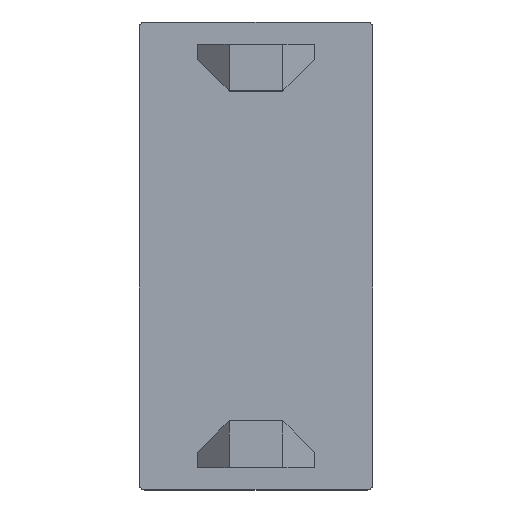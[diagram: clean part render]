
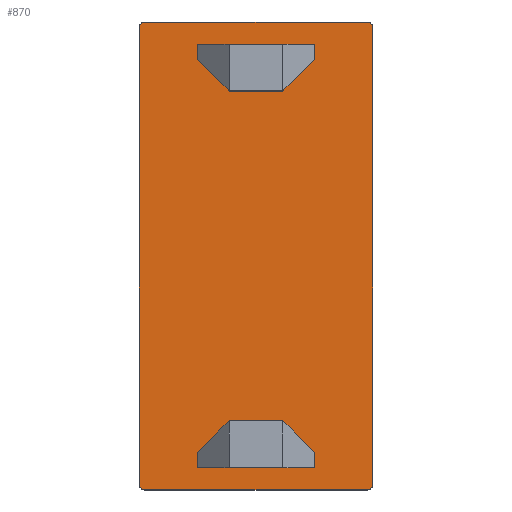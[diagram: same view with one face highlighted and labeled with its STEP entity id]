
A CAD part, top view. The second image highlights one B-rep face of the part: STEP entity #870.
In plain terms, the highlighted planar face has unit normal (0, 0, 1).
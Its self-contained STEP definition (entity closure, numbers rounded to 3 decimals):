
#53=FACE_BOUND('',#217,.T.);
#54=FACE_BOUND('',#218,.T.);
#75=CIRCLE('',#890,0.5);
#76=CIRCLE('',#893,0.5);
#85=CIRCLE('',#941,0.5);
#86=CIRCLE('',#944,0.5);
#145=FACE_OUTER_BOUND('',#216,.T.);
#216=EDGE_LOOP('',(#760,#761,#762,#763,#764,#765,#766,#767));
#217=EDGE_LOOP('',(#768,#769,#770,#771,#772,#773));
#218=EDGE_LOOP('',(#774,#775,#776,#777,#778,#779));
#238=LINE('',#1241,#312);
#241=LINE('',#1249,#315);
#249=LINE('',#1927,#323);
#254=LINE('',#1937,#328);
#258=LINE('',#1947,#332);
#260=LINE('',#1953,#334);
#264=LINE('',#1960,#338);
#270=LINE('',#1974,#344);
#275=LINE('',#1984,#349);
#280=LINE('',#1996,#354);
#283=LINE('',#2002,#357);
#285=LINE('',#2007,#359);
#288=LINE('',#2017,#362);
#290=LINE('',#2024,#364);
#291=LINE('',#2026,#365);
#292=LINE('',#2028,#366);
#312=VECTOR('',#1010,10.);
#315=VECTOR('',#1019,10.);
#323=VECTOR('',#1079,10.);
#328=VECTOR('',#1086,10.);
#332=VECTOR('',#1096,10.);
#334=VECTOR('',#1102,10.);
#338=VECTOR('',#1110,10.);
#344=VECTOR('',#1120,10.);
#349=VECTOR('',#1129,10.);
#354=VECTOR('',#1140,10.);
#357=VECTOR('',#1145,10.);
#359=VECTOR('',#1151,10.);
#362=VECTOR('',#1162,10.);
#364=VECTOR('',#1174,10.);
#365=VECTOR('',#1177,10.);
#366=VECTOR('',#1180,10.);
#383=VERTEX_POINT('',#1233);
#384=VERTEX_POINT('',#1235);
#385=VERTEX_POINT('',#1239);
#386=VERTEX_POINT('',#1243);
#387=VERTEX_POINT('',#1247);
#410=VERTEX_POINT('',#1924);
#411=VERTEX_POINT('',#1926);
#414=VERTEX_POINT('',#1934);
#415=VERTEX_POINT('',#1936);
#418=VERTEX_POINT('',#1946);
#420=VERTEX_POINT('',#1952);
#426=VERTEX_POINT('',#1971);
#427=VERTEX_POINT('',#1973);
#430=VERTEX_POINT('',#1983);
#434=VERTEX_POINT('',#1995);
#435=VERTEX_POINT('',#1999);
#436=VERTEX_POINT('',#2001);
#438=VERTEX_POINT('',#2010);
#439=VERTEX_POINT('',#2012);
#440=VERTEX_POINT('',#2016);
#466=EDGE_CURVE('',#383,#384,#75,.T.);
#469=EDGE_CURVE('',#383,#385,#238,.T.);
#471=EDGE_CURVE('',#386,#385,#76,.T.);
#473=EDGE_CURVE('',#386,#387,#241,.T.);
#504=EDGE_CURVE('',#410,#411,#249,.F.);
#509=EDGE_CURVE('',#415,#414,#254,.T.);
#514=EDGE_CURVE('',#418,#411,#258,.T.);
#517=EDGE_CURVE('',#418,#420,#260,.F.);
#521=EDGE_CURVE('',#414,#420,#264,.T.);
#527=EDGE_CURVE('',#426,#427,#270,.F.);
#532=EDGE_CURVE('',#430,#427,#275,.T.);
#538=EDGE_CURVE('',#430,#434,#280,.F.);
#541=EDGE_CURVE('',#436,#435,#283,.T.);
#544=EDGE_CURVE('',#435,#434,#285,.T.);
#546=EDGE_CURVE('',#438,#439,#85,.T.);
#548=EDGE_CURVE('',#440,#439,#288,.T.);
#550=EDGE_CURVE('',#440,#387,#86,.T.);
#551=EDGE_CURVE('',#426,#436,#290,.T.);
#552=EDGE_CURVE('',#410,#415,#291,.T.);
#553=EDGE_CURVE('',#438,#384,#292,.T.);
#760=ORIENTED_EDGE('',*,*,#466,.F.);
#761=ORIENTED_EDGE('',*,*,#469,.T.);
#762=ORIENTED_EDGE('',*,*,#471,.F.);
#763=ORIENTED_EDGE('',*,*,#473,.T.);
#764=ORIENTED_EDGE('',*,*,#550,.F.);
#765=ORIENTED_EDGE('',*,*,#548,.T.);
#766=ORIENTED_EDGE('',*,*,#546,.F.);
#767=ORIENTED_EDGE('',*,*,#553,.T.);
#768=ORIENTED_EDGE('',*,*,#551,.T.);
#769=ORIENTED_EDGE('',*,*,#541,.T.);
#770=ORIENTED_EDGE('',*,*,#544,.T.);
#771=ORIENTED_EDGE('',*,*,#538,.F.);
#772=ORIENTED_EDGE('',*,*,#532,.T.);
#773=ORIENTED_EDGE('',*,*,#527,.F.);
#774=ORIENTED_EDGE('',*,*,#509,.T.);
#775=ORIENTED_EDGE('',*,*,#521,.T.);
#776=ORIENTED_EDGE('',*,*,#517,.F.);
#777=ORIENTED_EDGE('',*,*,#514,.T.);
#778=ORIENTED_EDGE('',*,*,#504,.F.);
#779=ORIENTED_EDGE('',*,*,#552,.T.);
#815=PLANE('',#950);
#870=ADVANCED_FACE('',(#145,#53,#54),#815,.T.);
#890=AXIS2_PLACEMENT_3D('',#1236,#1004,#1005);
#893=AXIS2_PLACEMENT_3D('',#1245,#1014,#1015);
#941=AXIS2_PLACEMENT_3D('',#2013,#1157,#1158);
#944=AXIS2_PLACEMENT_3D('',#2020,#1166,#1167);
#950=AXIS2_PLACEMENT_3D('',#2029,#1181,#1182);
#1004=DIRECTION('center_axis',(0.,0.,-1.));
#1005=DIRECTION('ref_axis',(0.707,-0.707,0.));
#1010=DIRECTION('',(0.,1.,0.));
#1014=DIRECTION('center_axis',(0.,0.,-1.));
#1015=DIRECTION('ref_axis',(0.707,0.707,0.));
#1019=DIRECTION('',(-1.,0.,0.));
#1079=DIRECTION('',(0.707,-0.707,0.));
#1086=DIRECTION('',(-1.,0.,0.));
#1096=DIRECTION('',(1.,0.,0.));
#1102=DIRECTION('',(0.707,0.707,0.));
#1110=DIRECTION('',(0.,1.,0.));
#1120=DIRECTION('',(-0.707,0.707,0.));
#1129=DIRECTION('',(-1.,0.,0.));
#1140=DIRECTION('',(-0.707,-0.707,0.));
#1145=DIRECTION('',(1.,0.,0.));
#1151=DIRECTION('',(0.,-1.,0.));
#1157=DIRECTION('center_axis',(0.,0.,-1.));
#1158=DIRECTION('ref_axis',(-0.707,-0.707,0.));
#1162=DIRECTION('',(0.,-1.,0.));
#1166=DIRECTION('center_axis',(0.,0.,-1.));
#1167=DIRECTION('ref_axis',(-0.707,0.707,0.));
#1174=DIRECTION('',(0.,1.,0.));
#1177=DIRECTION('',(0.,-1.,0.));
#1180=DIRECTION('',(1.,0.,0.));
#1181=DIRECTION('center_axis',(0.,0.,1.));
#1182=DIRECTION('ref_axis',(1.,0.,0.));
#1233=CARTESIAN_POINT('',(20.,0.5,2.5));
#1235=CARTESIAN_POINT('',(19.5,0.,2.5));
#1236=CARTESIAN_POINT('Origin',(19.5,0.5,2.5));
#1239=CARTESIAN_POINT('',(20.,39.5,2.5));
#1241=CARTESIAN_POINT('',(20.,0.,2.5));
#1243=CARTESIAN_POINT('',(19.5,40.,2.5));
#1245=CARTESIAN_POINT('Origin',(19.5,39.5,2.5));
#1247=CARTESIAN_POINT('',(0.5,40.,2.5));
#1249=CARTESIAN_POINT('',(20.,40.,2.5));
#1924=CARTESIAN_POINT('',(15.,3.2,2.5));
#1926=CARTESIAN_POINT('',(12.3,5.9,2.5));
#1927=CARTESIAN_POINT('',(8.875,9.325,2.5));
#1934=CARTESIAN_POINT('',(5.,1.9,2.5));
#1936=CARTESIAN_POINT('',(15.,1.9,2.5));
#1937=CARTESIAN_POINT('',(7.5,1.9,2.5));
#1946=CARTESIAN_POINT('',(7.7,5.9,2.5));
#1947=CARTESIAN_POINT('',(12.5,5.9,2.5));
#1952=CARTESIAN_POINT('',(5.,3.2,2.5));
#1953=CARTESIAN_POINT('',(11.125,9.325,2.5));
#1960=CARTESIAN_POINT('',(5.,12.95,2.5));
#1971=CARTESIAN_POINT('',(5.,36.8,2.5));
#1973=CARTESIAN_POINT('',(7.7,34.1,2.5));
#1974=CARTESIAN_POINT('',(11.125,30.675,2.5));
#1983=CARTESIAN_POINT('',(12.3,34.1,2.5));
#1984=CARTESIAN_POINT('',(7.5,34.1,2.5));
#1995=CARTESIAN_POINT('',(15.,36.8,2.5));
#1996=CARTESIAN_POINT('',(8.875,30.675,2.5));
#1999=CARTESIAN_POINT('',(15.,38.1,2.5));
#2001=CARTESIAN_POINT('',(5.,38.1,2.5));
#2002=CARTESIAN_POINT('',(12.5,38.1,2.5));
#2007=CARTESIAN_POINT('',(15.,27.05,2.5));
#2010=CARTESIAN_POINT('',(0.5,0.,2.5));
#2012=CARTESIAN_POINT('',(0.,0.5,2.5));
#2013=CARTESIAN_POINT('Origin',(0.5,0.5,2.5));
#2016=CARTESIAN_POINT('',(0.,39.5,2.5));
#2017=CARTESIAN_POINT('',(0.,40.,2.5));
#2020=CARTESIAN_POINT('Origin',(0.5,39.5,2.5));
#2024=CARTESIAN_POINT('',(5.,29.05,2.5));
#2026=CARTESIAN_POINT('',(15.,10.95,2.5));
#2028=CARTESIAN_POINT('',(0.,0.,2.5));
#2029=CARTESIAN_POINT('Origin',(10.,20.,2.5));
